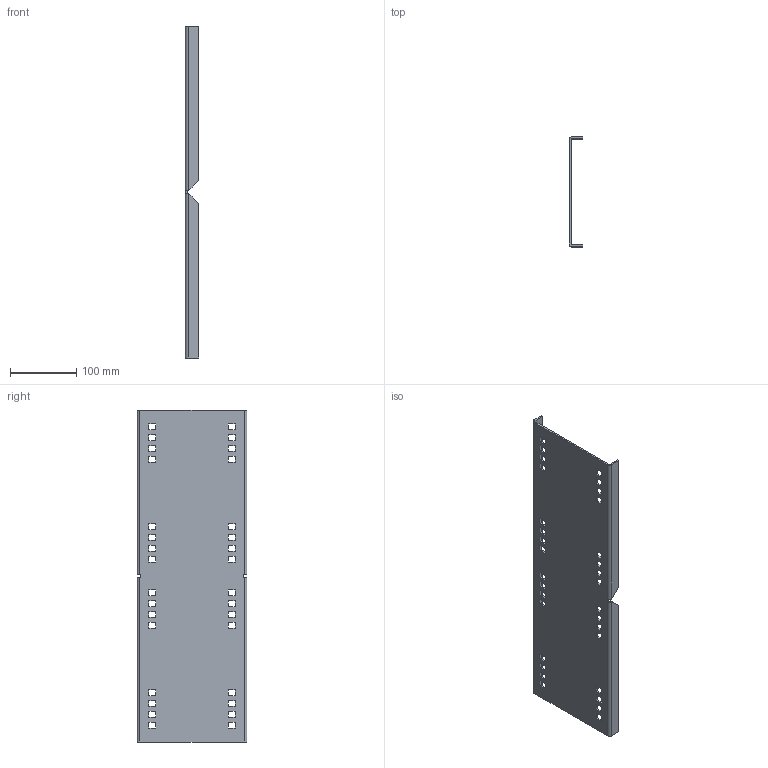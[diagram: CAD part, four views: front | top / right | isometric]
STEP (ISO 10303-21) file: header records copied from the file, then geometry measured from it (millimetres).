
FILE_DESCRIPTION (( 'STEP AP214' ), '1' );
FILE_NAME ('6227832.stp', '2017-01-17T15:05:19', ( '' ), ( '' ), 'SwSTEP 2.0', 'SolidWorks 2016', '' );
FILE_SCHEMA (( 'AUTOMOTIVE_DESIGN' ));
Length unit declared in the file: millimetre
Products named in the file (1): 6227832
Bounding box: 20 x 165.5 x 500 mm (x, y, z)
Volume: 238119.5 mm3; surface area: 197240.5 mm2
Topology: 1 solids, 1 shells, 290 faces, 864 edges, 576 vertices
Faces by surface type: plane 154, cylinder 136
Entity records: 9962 total; most frequent: CARTESIAN_POINT 1731, ORIENTED_EDGE 1728, DIRECTION 1718, EDGE_CURVE 864, LINE 592, VECTOR 592, VERTEX_POINT 576, AXIS2_PLACEMENT_3D 563
